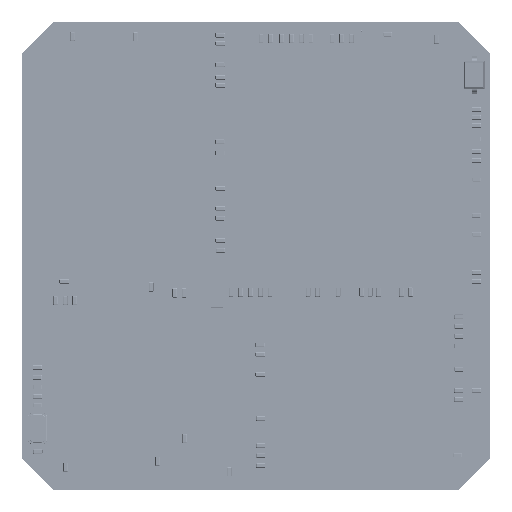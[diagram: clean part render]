
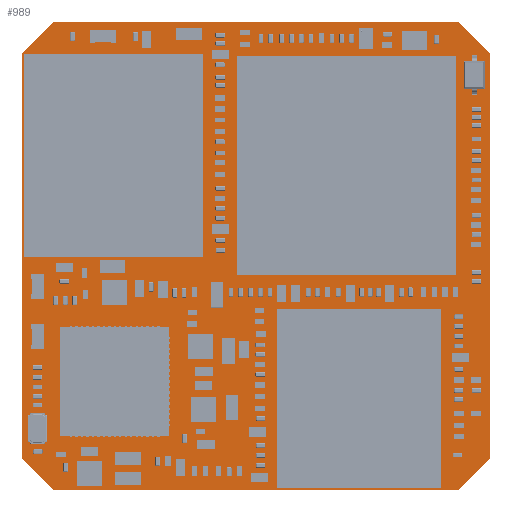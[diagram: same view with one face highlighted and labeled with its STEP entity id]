
A CAD part, top view. The second image highlights one B-rep face of the part: STEP entity #989.
In plain terms, the highlighted planar face has unit normal (0, 0, 1).
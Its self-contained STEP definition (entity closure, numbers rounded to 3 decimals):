
#732 = VERTEX_POINT('',#733);
#733 = CARTESIAN_POINT('',(0.,2.,1.678));
#739 = EDGE_CURVE('',#732,#740,#742,.T.);
#740 = VERTEX_POINT('',#741);
#741 = CARTESIAN_POINT('',(0.,28.,1.678));
#742 = LINE('',#743,#744);
#743 = CARTESIAN_POINT('',(0.,2.,1.678));
#744 = VECTOR('',#745,1.);
#745 = DIRECTION('',(0.,1.,0.));
#770 = EDGE_CURVE('',#740,#771,#773,.T.);
#771 = VERTEX_POINT('',#772);
#772 = CARTESIAN_POINT('',(2.,30.,1.678));
#773 = LINE('',#774,#775);
#774 = CARTESIAN_POINT('',(0.,28.,1.678));
#775 = VECTOR('',#776,1.);
#776 = DIRECTION('',(0.707,0.707,0.));
#801 = EDGE_CURVE('',#771,#802,#804,.T.);
#802 = VERTEX_POINT('',#803);
#803 = CARTESIAN_POINT('',(28.,30.,1.678));
#804 = LINE('',#805,#806);
#805 = CARTESIAN_POINT('',(2.,30.,1.678));
#806 = VECTOR('',#807,1.);
#807 = DIRECTION('',(1.,0.,0.));
#832 = EDGE_CURVE('',#802,#833,#835,.T.);
#833 = VERTEX_POINT('',#834);
#834 = CARTESIAN_POINT('',(30.,28.,1.678));
#835 = LINE('',#836,#837);
#836 = CARTESIAN_POINT('',(28.,30.,1.678));
#837 = VECTOR('',#838,1.);
#838 = DIRECTION('',(0.707,-0.707,0.));
#863 = EDGE_CURVE('',#833,#864,#866,.T.);
#864 = VERTEX_POINT('',#865);
#865 = CARTESIAN_POINT('',(30.,2.,1.678));
#866 = LINE('',#867,#868);
#867 = CARTESIAN_POINT('',(30.,28.,1.678));
#868 = VECTOR('',#869,1.);
#869 = DIRECTION('',(0.,-1.,0.));
#894 = EDGE_CURVE('',#864,#895,#897,.T.);
#895 = VERTEX_POINT('',#896);
#896 = CARTESIAN_POINT('',(28.,0.,1.678));
#897 = LINE('',#898,#899);
#898 = CARTESIAN_POINT('',(30.,2.,1.678));
#899 = VECTOR('',#900,1.);
#900 = DIRECTION('',(-0.707,-0.707,0.));
#925 = EDGE_CURVE('',#895,#926,#928,.T.);
#926 = VERTEX_POINT('',#927);
#927 = CARTESIAN_POINT('',(2.,0.,1.678));
#928 = LINE('',#929,#930);
#929 = CARTESIAN_POINT('',(28.,0.,1.678));
#930 = VECTOR('',#931,1.);
#931 = DIRECTION('',(-1.,0.,0.));
#956 = EDGE_CURVE('',#926,#732,#957,.T.);
#957 = LINE('',#958,#959);
#958 = CARTESIAN_POINT('',(2.,0.,1.678));
#959 = VECTOR('',#960,1.);
#960 = DIRECTION('',(-0.707,0.707,0.));
#989 = ADVANCED_FACE('',(#990),#1000,.T.);
#990 = FACE_BOUND('',#991,.F.);
#991 = EDGE_LOOP('',(#992,#993,#994,#995,#996,#997,#998,#999));
#992 = ORIENTED_EDGE('',*,*,#739,.T.);
#993 = ORIENTED_EDGE('',*,*,#770,.T.);
#994 = ORIENTED_EDGE('',*,*,#801,.T.);
#995 = ORIENTED_EDGE('',*,*,#832,.T.);
#996 = ORIENTED_EDGE('',*,*,#863,.T.);
#997 = ORIENTED_EDGE('',*,*,#894,.T.);
#998 = ORIENTED_EDGE('',*,*,#925,.T.);
#999 = ORIENTED_EDGE('',*,*,#956,.T.);
#1000 = PLANE('',#1001);
#1001 = AXIS2_PLACEMENT_3D('',#1002,#1003,#1004);
#1002 = CARTESIAN_POINT('',(0.,2.,1.678));
#1003 = DIRECTION('',(0.,0.,1.));
#1004 = DIRECTION('',(1.,0.,0.));
